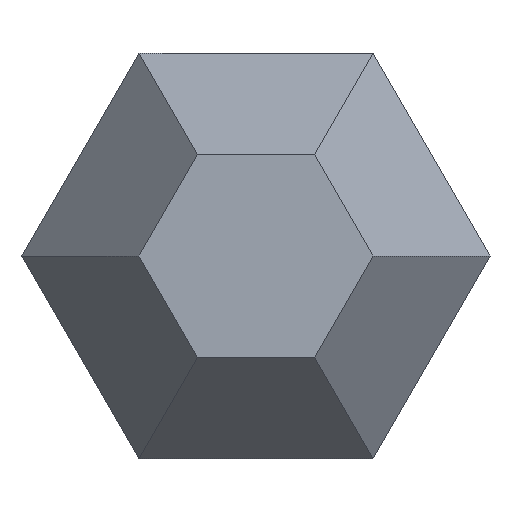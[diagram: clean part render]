
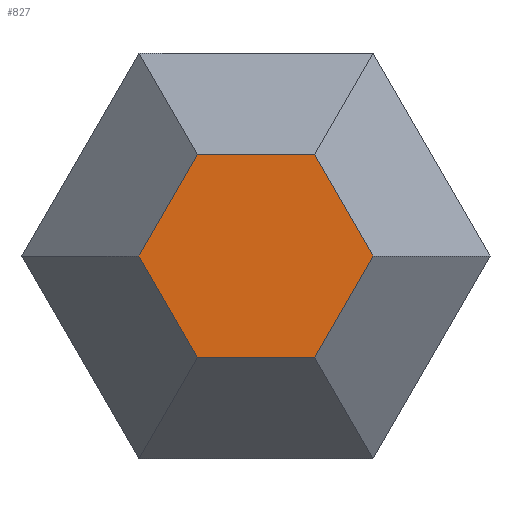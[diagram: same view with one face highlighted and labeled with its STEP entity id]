
A CAD part, front view. The second image highlights one B-rep face of the part: STEP entity #827.
In plain terms, the highlighted planar face has unit normal (0, -1, 0).
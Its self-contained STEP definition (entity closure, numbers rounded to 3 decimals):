
#50=PLANE('',#905);
#103=FACE_OUTER_BOUND('',#158,.T.);
#158=EDGE_LOOP('',(#714,#715,#716,#717,#718,#719));
#240=LINE('',#1282,#349);
#243=LINE('',#1288,#352);
#246=LINE('',#1294,#355);
#249=LINE('',#1300,#358);
#252=LINE('',#1306,#361);
#255=LINE('',#1310,#364);
#349=VECTOR('',#1051,10.);
#352=VECTOR('',#1056,10.);
#355=VECTOR('',#1061,10.);
#358=VECTOR('',#1066,10.);
#361=VECTOR('',#1071,10.);
#364=VECTOR('',#1076,10.);
#437=VERTEX_POINT('',#1279);
#438=VERTEX_POINT('',#1281);
#440=VERTEX_POINT('',#1287);
#442=VERTEX_POINT('',#1293);
#444=VERTEX_POINT('',#1299);
#446=VERTEX_POINT('',#1305);
#524=EDGE_CURVE('',#438,#437,#240,.T.);
#527=EDGE_CURVE('',#440,#438,#243,.T.);
#530=EDGE_CURVE('',#442,#440,#246,.T.);
#533=EDGE_CURVE('',#444,#442,#249,.T.);
#536=EDGE_CURVE('',#446,#444,#252,.T.);
#539=EDGE_CURVE('',#437,#446,#255,.T.);
#714=ORIENTED_EDGE('',*,*,#539,.T.);
#715=ORIENTED_EDGE('',*,*,#536,.T.);
#716=ORIENTED_EDGE('',*,*,#533,.T.);
#717=ORIENTED_EDGE('',*,*,#530,.T.);
#718=ORIENTED_EDGE('',*,*,#527,.T.);
#719=ORIENTED_EDGE('',*,*,#524,.T.);
#827=ADVANCED_FACE('',(#103),#50,.T.);
#905=AXIS2_PLACEMENT_3D('',#1311,#1077,#1078);
#1051=DIRECTION('',(1.,0.,0.));
#1056=DIRECTION('',(0.5,0.,-0.866));
#1061=DIRECTION('',(-0.5,0.,-0.866));
#1066=DIRECTION('',(-1.,0.,0.));
#1071=DIRECTION('',(-0.5,0.,0.866));
#1076=DIRECTION('',(0.5,0.,0.866));
#1077=DIRECTION('center_axis',(0.,-1.,0.));
#1078=DIRECTION('ref_axis',(0.,0.,-1.));
#1279=CARTESIAN_POINT('',(3.,-11.,-5.196));
#1281=CARTESIAN_POINT('',(-3.,-11.,-5.196));
#1282=CARTESIAN_POINT('',(-3.,-11.,-5.196));
#1287=CARTESIAN_POINT('',(-6.,-11.,0.));
#1288=CARTESIAN_POINT('',(-6.,-11.,0.));
#1293=CARTESIAN_POINT('',(-3.,-11.,5.196));
#1294=CARTESIAN_POINT('',(-3.,-11.,5.196));
#1299=CARTESIAN_POINT('',(3.,-11.,5.196));
#1300=CARTESIAN_POINT('',(3.,-11.,5.196));
#1305=CARTESIAN_POINT('',(6.,-11.,0.));
#1306=CARTESIAN_POINT('',(6.,-11.,0.));
#1310=CARTESIAN_POINT('',(3.,-11.,-5.196));
#1311=CARTESIAN_POINT('Origin',(0.,-11.,0.));
